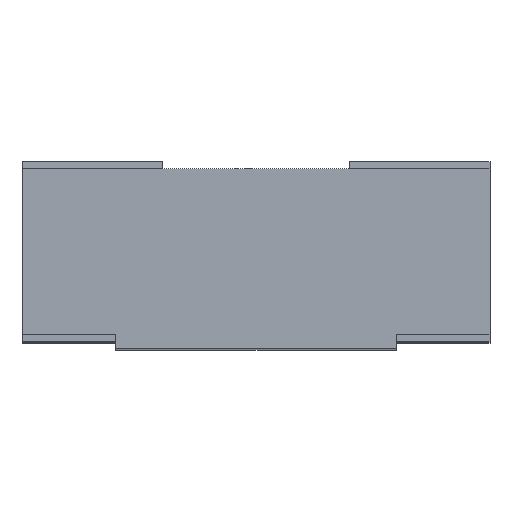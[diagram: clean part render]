
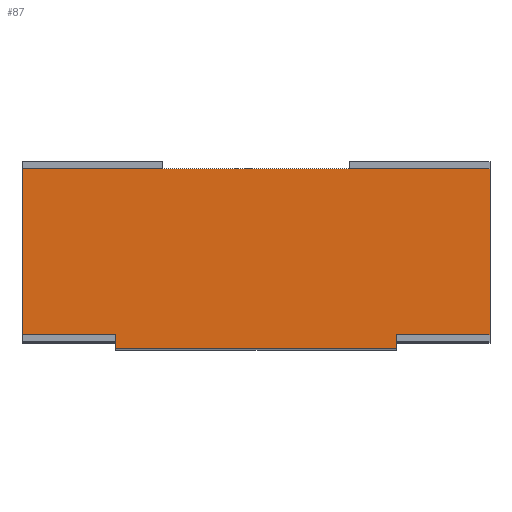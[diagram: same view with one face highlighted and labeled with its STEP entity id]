
A CAD part, top view. The second image highlights one B-rep face of the part: STEP entity #87.
In plain terms, the highlighted planar face has unit normal (0, 0, 1).
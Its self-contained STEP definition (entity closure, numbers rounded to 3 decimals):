
#87=ADVANCED_FACE('',(#227),#228,.T.);
#227=FACE_OUTER_BOUND('',#423,.T.);
#228=PLANE('',#424);
#423=EDGE_LOOP('',(#900,#901,#902,#903,#904,#905,#906,#907));
#424=AXIS2_PLACEMENT_3D('',#908,#909,#910);
#900=ORIENTED_EDGE('',*,*,#1578,.T.);
#901=ORIENTED_EDGE('',*,*,#1579,.T.);
#902=ORIENTED_EDGE('',*,*,#1519,.T.);
#903=ORIENTED_EDGE('',*,*,#1456,.T.);
#904=ORIENTED_EDGE('',*,*,#1572,.T.);
#905=ORIENTED_EDGE('',*,*,#1580,.F.);
#906=ORIENTED_EDGE('',*,*,#1581,.F.);
#907=ORIENTED_EDGE('',*,*,#1475,.T.);
#908=CARTESIAN_POINT('',(0.0,0.0,2.0));
#909=DIRECTION('',(0.0,0.0,1.0));
#910=DIRECTION('',(1.0,0.0,0.0));
#1456=EDGE_CURVE('',#1794,#1792,#1795,.T.);
#1475=EDGE_CURVE('',#1831,#1829,#1832,.T.);
#1519=EDGE_CURVE('',#1909,#1794,#1910,.T.);
#1572=EDGE_CURVE('',#1792,#1996,#1998,.T.);
#1578=EDGE_CURVE('',#1829,#2004,#2005,.T.);
#1579=EDGE_CURVE('',#2004,#1909,#2006,.T.);
#1580=EDGE_CURVE('',#2007,#1996,#2008,.T.);
#1581=EDGE_CURVE('',#1831,#2007,#2009,.T.);
#1792=VERTEX_POINT('',#2304);
#1794=VERTEX_POINT('',#2307);
#1795=LINE('',#2308,#2309);
#1829=VERTEX_POINT('',#2360);
#1831=VERTEX_POINT('',#2363);
#1832=LINE('',#2364,#2365);
#1909=VERTEX_POINT('',#2485);
#1910=LINE('',#2486,#2487);
#1996=VERTEX_POINT('',#2615);
#1998=LINE('',#2618,#2619);
#2004=VERTEX_POINT('',#2630);
#2005=LINE('',#2631,#2632);
#2006=LINE('',#2633,#2634);
#2007=VERTEX_POINT('',#2635);
#2008=LINE('',#2636,#2637);
#2009=LINE('',#2638,#2639);
#2304=CARTESIAN_POINT('',(-0.3,-0.178,2.0));
#2307=CARTESIAN_POINT('',(-0.5,-0.178,2.0));
#2308=CARTESIAN_POINT('',(-0.5,-0.178,2.0));
#2309=VECTOR('',#2992,0.2);
#2360=CARTESIAN_POINT('',(0.5,-0.178,2.0));
#2363=CARTESIAN_POINT('',(0.3,-0.178,2.0));
#2364=CARTESIAN_POINT('',(0.3,-0.178,2.0));
#2365=VECTOR('',#3011,0.2);
#2485=CARTESIAN_POINT('',(-0.5,0.178,2.0));
#2486=CARTESIAN_POINT('',(-0.5,0.178,2.0));
#2487=VECTOR('',#3055,0.355);
#2615=CARTESIAN_POINT('',(-0.3,-0.208,2.0));
#2618=CARTESIAN_POINT('',(-0.3,-0.178,2.0));
#2619=VECTOR('',#3126,0.03);
#2630=CARTESIAN_POINT('',(0.5,0.178,2.0));
#2631=CARTESIAN_POINT('',(0.5,-0.178,2.0));
#2632=VECTOR('',#3132,0.355);
#2633=CARTESIAN_POINT('',(0.5,0.178,2.0));
#2634=VECTOR('',#3133,1.0);
#2635=CARTESIAN_POINT('',(0.3,-0.208,2.0));
#2636=CARTESIAN_POINT('',(0.3,-0.208,2.0));
#2637=VECTOR('',#3134,0.6);
#2638=CARTESIAN_POINT('',(0.3,-0.178,2.0));
#2639=VECTOR('',#3135,0.03);
#2992=DIRECTION('',(1.0,0.0,0.0));
#3011=DIRECTION('',(1.0,0.0,0.0));
#3055=DIRECTION('',(0.0,-1.0,0.0));
#3126=DIRECTION('',(0.0,-1.0,0.0));
#3132=DIRECTION('',(0.0,1.0,0.0));
#3133=DIRECTION('',(-1.0,0.0,0.0));
#3134=DIRECTION('',(-1.0,0.0,0.0));
#3135=DIRECTION('',(0.0,-1.0,0.0));
